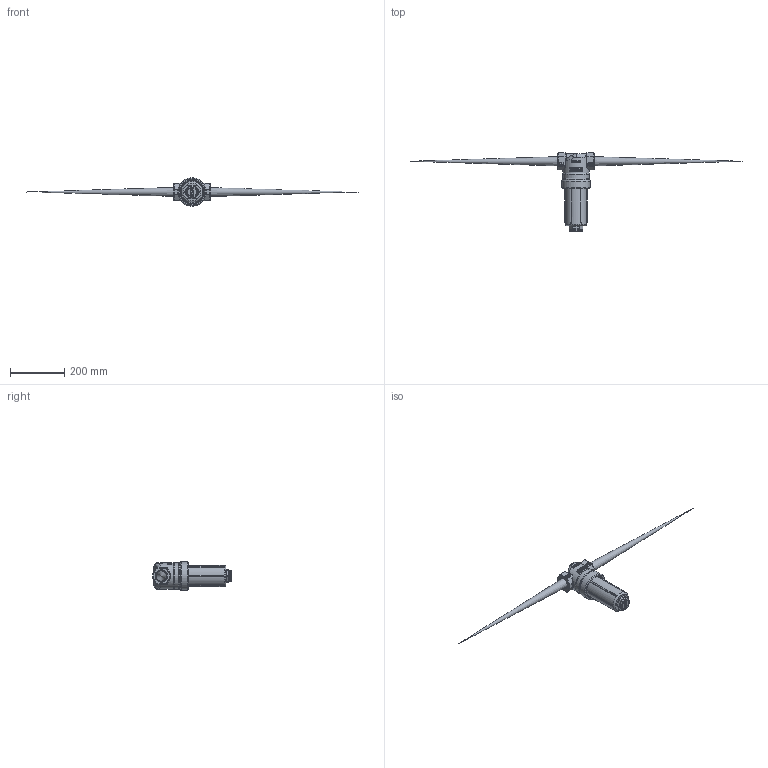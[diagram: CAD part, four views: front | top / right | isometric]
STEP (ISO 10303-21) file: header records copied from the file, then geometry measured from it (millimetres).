
FILE_DESCRIPTION(/* description */ ('1 1/4" T-STRAINER, 100 MESH'),/* implementation_level */ '2;1');
FILE_NAME(/* name */ 'LST125-100.stp',/* time_stamp */ '2018-11-20T14:52:30-05:00',/* author */ ('CKA'),/* organization */ (''),/* preprocessor_version */ 'ST-DEVELOPER v17',/* originating_system */ 'Autodesk Inventor 2018',/* authorisation */ '');
FILE_SCHEMA (('AUTOMOTIVE_DESIGN { 1 0 10303 214 3 1 1 }'));
Length unit declared in the file: inch
Products named in the file (10): LST125-100; CE050D; LST1300D; LST125-H; LST150-B; LST150-XB; LSQ200-R; LSQ200-PL; LST150-G; LST15100
Assembly tree (9 placements, depth 3):
  LST125-100
    CE050D
    LST1300D
    LST125-H
    LST150-B
      LST150-XB
      LSQ200-R
      LSQ200-PL
    LST150-G
    LST15100
Bounding box: 1226.46 x 290.39 x 104.78 mm (x, y, z)
Volume: 823962.1 mm3; surface area: 485701.3 mm2
Topology: 8 solids, 8 shells, 3134 faces, 8351 edges, 5462 vertices
Faces by surface type: plane 1698, bspline 1016, cylinder 298, cone 52, torus 48, sphere 22
Full cylindrical faces by diameter (mm): 12.7 x1, 19.05 x1, 33.401 x1, 38.1 x6, 45.974 x1, 50.8 x1, 51.054 x1, 56.388 x1, 57.404 x1, 57.531 x1, 57.658 x2, 65.087 x1, 66.548 x1, 72.898 x1, 77.216 x1, 77.787 x1, 81.026 x1, 83.82 x6, 86.448 x7, 87.255 x4, 89.916 x8, 96.774 x3, 104.775 x1
Entity records: 152402 total; most frequent: CARTESIAN_POINT 79776, ORIENTED_EDGE 16630, DIRECTION 11231, EDGE_CURVE 8315, VERTEX_POINT 5458, LINE 5103, VECTOR 5103, EDGE_LOOP 3407
